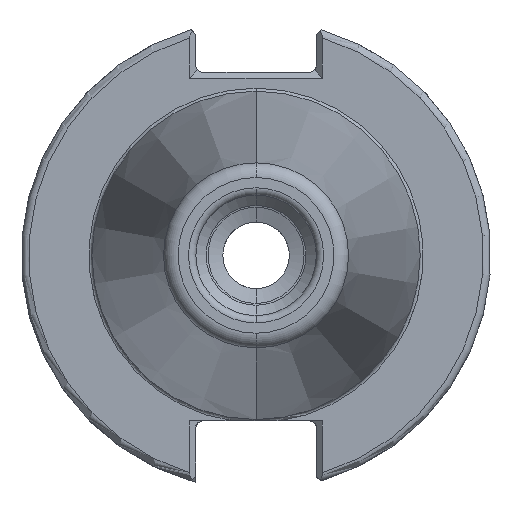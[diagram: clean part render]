
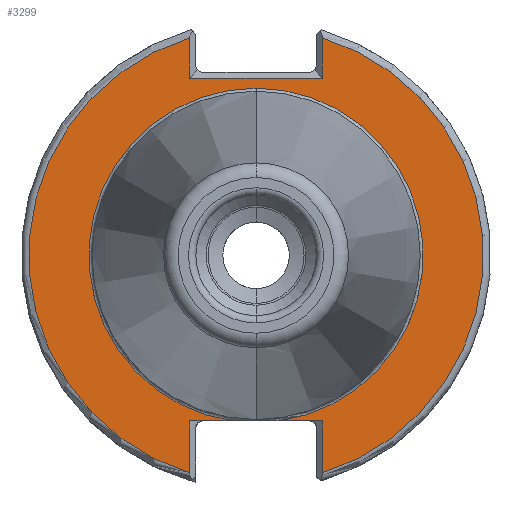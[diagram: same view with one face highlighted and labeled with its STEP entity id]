
A CAD part, left-side view. The second image highlights one B-rep face of the part: STEP entity #3299.
In plain terms, the highlighted planar face has unit normal (-1, 0, 0).
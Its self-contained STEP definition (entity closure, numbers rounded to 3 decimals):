
#47 = EDGE_CURVE ( 'NONE', #4314, #489, #4604, .T. ) ;
#205 = EDGE_CURVE ( 'NONE', #489, #1742, #3863, .T. ) ;
#227 = CARTESIAN_POINT ( 'NONE',  ( -76.82, 0., 0. ) ) ;
#229 = DIRECTION ( 'NONE',  ( 0., 0., 1. ) ) ;
#256 = CARTESIAN_POINT ( 'NONE',  ( -76.82, -8.99, -22.41 ) ) ;
#264 = DIRECTION ( 'NONE',  ( 0., -1., 0. ) ) ;
#285 = ORIENTED_EDGE ( 'NONE', *, *, #47, .T. ) ;
#353 = EDGE_CURVE ( 'NONE', #4936, #3206, #2396, .T. ) ;
#378 = EDGE_CURVE ( 'NONE', #1742, #1533, #4421, .T. ) ;
#416 = AXIS2_PLACEMENT_3D ( 'NONE', #227, #3046, #642 ) ;
#489 = VERTEX_POINT ( 'NONE', #1315 ) ;
#520 = VECTOR ( 'NONE', #2454, 1000. ) ;
#535 = EDGE_CURVE ( 'NONE', #3206, #1429, #4975, .T. ) ;
#538 = VECTOR ( 'NONE', #4786, 1000. ) ;
#542 = AXIS2_PLACEMENT_3D ( 'NONE', #1709, #4523, #3524 ) ;
#642 = DIRECTION ( 'NONE',  ( 0., 0., 1. ) ) ;
#700 = EDGE_CURVE ( 'NONE', #1429, #2869, #1519, .T. ) ;
#705 = CARTESIAN_POINT ( 'NONE',  ( -76.82, -3.112, -22.41 ) ) ;
#742 = CARTESIAN_POINT ( 'NONE',  ( -76.82, -8.99, 24.8 ) ) ;
#743 = ORIENTED_EDGE ( 'NONE', *, *, #535, .T. ) ;
#840 = CARTESIAN_POINT ( 'NONE',  ( -76.82, -8.99, 24. ) ) ;
#889 = CARTESIAN_POINT ( 'NONE',  ( -76.82, 3.112, -22.41 ) ) ;
#1059 = AXIS2_PLACEMENT_3D ( 'NONE', #2792, #4400, #1987 ) ;
#1149 = CIRCLE ( 'NONE', #3348, 22.625 ) ;
#1234 = VECTOR ( 'NONE', #1760, 1000. ) ;
#1315 = CARTESIAN_POINT ( 'NONE',  ( -76.82, -8.99, 29.433 ) ) ;
#1363 = ORIENTED_EDGE ( 'NONE', *, *, #3063, .T. ) ;
#1404 = EDGE_CURVE ( 'NONE', #2100, #1604, #1149, .T. ) ;
#1429 = VERTEX_POINT ( 'NONE', #1447 ) ;
#1447 = CARTESIAN_POINT ( 'NONE',  ( -76.82, 8.99, -22.41 ) ) ;
#1519 = LINE ( 'NONE', #2257, #4475 ) ;
#1533 = VERTEX_POINT ( 'NONE', #4312 ) ;
#1604 = VERTEX_POINT ( 'NONE', #3168 ) ;
#1630 = CARTESIAN_POINT ( 'NONE',  ( -76.82, 0., 0. ) ) ;
#1709 = CARTESIAN_POINT ( 'NONE',  ( -76.82, 0., 0. ) ) ;
#1742 = VERTEX_POINT ( 'NONE', #840 ) ;
#1760 = DIRECTION ( 'NONE',  ( 0., 0., -1. ) ) ;
#1907 = ORIENTED_EDGE ( 'NONE', *, *, #378, .T. ) ;
#1938 = CARTESIAN_POINT ( 'NONE',  ( -76.82, -8.99, -29.433 ) ) ;
#1939 = ORIENTED_EDGE ( 'NONE', *, *, #1404, .F. ) ;
#1981 = EDGE_LOOP ( 'NONE', ( #1363, #4379, #743, #2419, #3447, #1939, #4687, #3803, #285, #3696, #1907 ) ) ;
#1987 = DIRECTION ( 'NONE',  ( 0., 0., -1. ) ) ;
#2048 = VERTEX_POINT ( 'NONE', #256 ) ;
#2051 = PLANE ( 'NONE',  #3834 ) ;
#2100 = VERTEX_POINT ( 'NONE', #705 ) ;
#2257 = CARTESIAN_POINT ( 'NONE',  ( -76.82, -8.19, -22.41 ) ) ;
#2382 = CARTESIAN_POINT ( 'NONE',  ( -76.82, -8.19, -22.41 ) ) ;
#2396 = CIRCLE ( 'NONE', #1059, 30.775 ) ;
#2419 = ORIENTED_EDGE ( 'NONE', *, *, #700, .T. ) ;
#2446 = DIRECTION ( 'NONE',  ( 0., 0., -1. ) ) ;
#2454 = DIRECTION ( 'NONE',  ( 0., 1., 0. ) ) ;
#2645 = DIRECTION ( 'NONE',  ( -1., 0., 0. ) ) ;
#2792 = CARTESIAN_POINT ( 'NONE',  ( -76.82, 0., 0. ) ) ;
#2838 = VECTOR ( 'NONE', #3792, 1000. ) ;
#2869 = VERTEX_POINT ( 'NONE', #889 ) ;
#3046 = DIRECTION ( 'NONE',  ( -1., 0., 0. ) ) ;
#3063 = EDGE_CURVE ( 'NONE', #1533, #4936, #3313, .T. ) ;
#3142 = DIRECTION ( 'NONE',  ( 0., 0., -1. ) ) ;
#3168 = CARTESIAN_POINT ( 'NONE',  ( -76.82, 0., 22.625 ) ) ;
#3206 = VERTEX_POINT ( 'NONE', #4762 ) ;
#3299 = ADVANCED_FACE ( 'NONE', ( #4807 ), #2051, .F. ) ;
#3313 = LINE ( 'NONE', #4244, #4248 ) ;
#3348 = AXIS2_PLACEMENT_3D ( 'NONE', #5042, #2645, #229 ) ;
#3385 = CARTESIAN_POINT ( 'NONE',  ( -76.82, 8.99, 0. ) ) ;
#3447 = ORIENTED_EDGE ( 'NONE', *, *, #5193, .F. ) ;
#3524 = DIRECTION ( 'NONE',  ( 0., 0., -1. ) ) ;
#3624 = LINE ( 'NONE', #2382, #538 ) ;
#3696 = ORIENTED_EDGE ( 'NONE', *, *, #205, .T. ) ;
#3773 = CARTESIAN_POINT ( 'NONE',  ( -76.82, -8.99, 0. ) ) ;
#3792 = DIRECTION ( 'NONE',  ( 0., 0., 1. ) ) ;
#3803 = ORIENTED_EDGE ( 'NONE', *, *, #5087, .T. ) ;
#3834 = AXIS2_PLACEMENT_3D ( 'NONE', #1630, #4854, #2446 ) ;
#3863 = LINE ( 'NONE', #742, #4914 ) ;
#4058 = CIRCLE ( 'NONE', #416, 22.625 ) ;
#4244 = CARTESIAN_POINT ( 'NONE',  ( -76.82, 8.99, 30.701 ) ) ;
#4248 = VECTOR ( 'NONE', #4664, 1000. ) ;
#4312 = CARTESIAN_POINT ( 'NONE',  ( -76.82, 8.99, 24. ) ) ;
#4314 = VERTEX_POINT ( 'NONE', #1938 ) ;
#4379 = ORIENTED_EDGE ( 'NONE', *, *, #353, .T. ) ;
#4400 = DIRECTION ( 'NONE',  ( -1., 0., 0. ) ) ;
#4421 = LINE ( 'NONE', #4864, #520 ) ;
#4434 = LINE ( 'NONE', #3773, #1234 ) ;
#4475 = VECTOR ( 'NONE', #264, 1000. ) ;
#4523 = DIRECTION ( 'NONE',  ( -1., 0., 0. ) ) ;
#4604 = CIRCLE ( 'NONE', #542, 30.775 ) ;
#4664 = DIRECTION ( 'NONE',  ( 0., 0., 1. ) ) ;
#4687 = ORIENTED_EDGE ( 'NONE', *, *, #4925, .T. ) ;
#4762 = CARTESIAN_POINT ( 'NONE',  ( -76.82, 8.99, -29.433 ) ) ;
#4786 = DIRECTION ( 'NONE',  ( 0., -1., 0. ) ) ;
#4807 = FACE_OUTER_BOUND ( 'NONE', #1981, .T. ) ;
#4854 = DIRECTION ( 'NONE',  ( 1., 0., 0. ) ) ;
#4864 = CARTESIAN_POINT ( 'NONE',  ( -76.82, 0., 24. ) ) ;
#4914 = VECTOR ( 'NONE', #3142, 1000. ) ;
#4925 = EDGE_CURVE ( 'NONE', #2100, #2048, #3624, .T. ) ;
#4936 = VERTEX_POINT ( 'NONE', #5179 ) ;
#4975 = LINE ( 'NONE', #3385, #2838 ) ;
#5042 = CARTESIAN_POINT ( 'NONE',  ( -76.82, 0., 0. ) ) ;
#5087 = EDGE_CURVE ( 'NONE', #2048, #4314, #4434, .T. ) ;
#5179 = CARTESIAN_POINT ( 'NONE',  ( -76.82, 8.99, 29.433 ) ) ;
#5193 = EDGE_CURVE ( 'NONE', #1604, #2869, #4058, .T. ) ;
